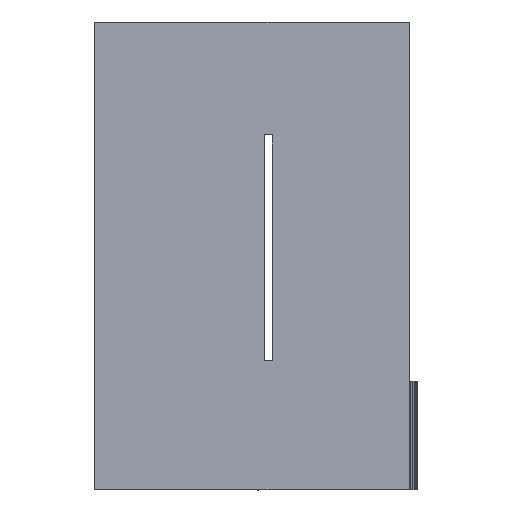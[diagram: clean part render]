
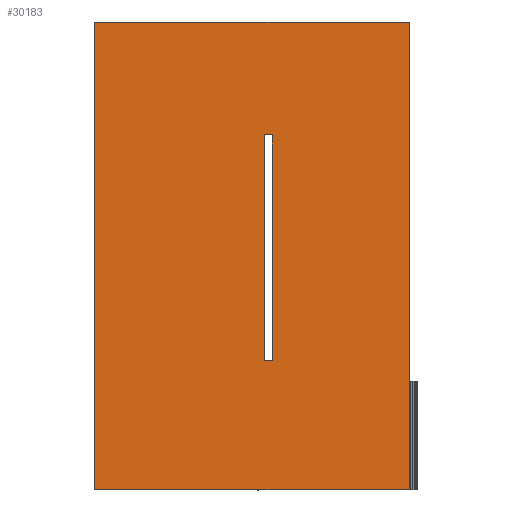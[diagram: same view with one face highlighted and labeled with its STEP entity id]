
A CAD part, left-side view. The second image highlights one B-rep face of the part: STEP entity #30183.
In plain terms, the highlighted planar face has unit normal (-1, 0, 0).
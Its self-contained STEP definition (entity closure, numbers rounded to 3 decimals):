
#20105 = VERTEX_POINT('',#20106);
#20106 = CARTESIAN_POINT('',(-23.5,10.5,0.));
#20112 = EDGE_CURVE('',#20113,#20105,#20115,.T.);
#20113 = VERTEX_POINT('',#20114);
#20114 = CARTESIAN_POINT('',(-23.5,-28.5,0.));
#20115 = LINE('',#20116,#20117);
#20116 = CARTESIAN_POINT('',(-23.5,-28.5,0.));
#20117 = VECTOR('',#20118,1.);
#20118 = DIRECTION('',(0.,1.,0.));
#25924 = EDGE_CURVE('',#20113,#25925,#25927,.T.);
#25925 = VERTEX_POINT('',#25926);
#25926 = CARTESIAN_POINT('',(-23.5,-28.5,58.));
#25927 = LINE('',#25928,#25929);
#25928 = CARTESIAN_POINT('',(-23.5,-28.5,0.));
#25929 = VECTOR('',#25930,1.);
#25930 = DIRECTION('',(0.,0.,1.));
#26304 = VERTEX_POINT('',#26305);
#26305 = CARTESIAN_POINT('',(-23.5,10.5,58.));
#26313 = EDGE_CURVE('',#25925,#26304,#26314,.T.);
#26314 = LINE('',#26315,#26316);
#26315 = CARTESIAN_POINT('',(-23.5,-28.5,58.));
#26316 = VECTOR('',#26317,1.);
#26317 = DIRECTION('',(0.,1.,0.));
#30183 = ADVANCED_FACE('',(#30184,#30195),#30229,.F.);
#30184 = FACE_BOUND('',#30185,.F.);
#30185 = EDGE_LOOP('',(#30186,#30187,#30188,#30194));
#30186 = ORIENTED_EDGE('',*,*,#25924,.F.);
#30187 = ORIENTED_EDGE('',*,*,#20112,.T.);
#30188 = ORIENTED_EDGE('',*,*,#30189,.T.);
#30189 = EDGE_CURVE('',#20105,#26304,#30190,.T.);
#30190 = LINE('',#30191,#30192);
#30191 = CARTESIAN_POINT('',(-23.5,10.5,0.));
#30192 = VECTOR('',#30193,1.);
#30193 = DIRECTION('',(0.,0.,1.));
#30194 = ORIENTED_EDGE('',*,*,#26313,.F.);
#30195 = FACE_BOUND('',#30196,.F.);
#30196 = EDGE_LOOP('',(#30197,#30207,#30215,#30223));
#30197 = ORIENTED_EDGE('',*,*,#30198,.F.);
#30198 = EDGE_CURVE('',#30199,#30201,#30203,.T.);
#30199 = VERTEX_POINT('',#30200);
#30200 = CARTESIAN_POINT('',(-23.5,-10.5,44.));
#30201 = VERTEX_POINT('',#30202);
#30202 = CARTESIAN_POINT('',(-23.5,-11.5,44.));
#30203 = LINE('',#30204,#30205);
#30204 = CARTESIAN_POINT('',(-23.5,-20.,44.));
#30205 = VECTOR('',#30206,1.);
#30206 = DIRECTION('',(0.,-1.,0.));
#30207 = ORIENTED_EDGE('',*,*,#30208,.F.);
#30208 = EDGE_CURVE('',#30209,#30199,#30211,.T.);
#30209 = VERTEX_POINT('',#30210);
#30210 = CARTESIAN_POINT('',(-23.5,-10.5,16.));
#30211 = LINE('',#30212,#30213);
#30212 = CARTESIAN_POINT('',(-23.5,-10.5,8.));
#30213 = VECTOR('',#30214,1.);
#30214 = DIRECTION('',(0.,0.,1.));
#30215 = ORIENTED_EDGE('',*,*,#30216,.T.);
#30216 = EDGE_CURVE('',#30209,#30217,#30219,.T.);
#30217 = VERTEX_POINT('',#30218);
#30218 = CARTESIAN_POINT('',(-23.5,-11.5,16.));
#30219 = LINE('',#30220,#30221);
#30220 = CARTESIAN_POINT('',(-23.5,-20.,16.));
#30221 = VECTOR('',#30222,1.);
#30222 = DIRECTION('',(0.,-1.,0.));
#30223 = ORIENTED_EDGE('',*,*,#30224,.T.);
#30224 = EDGE_CURVE('',#30217,#30201,#30225,.T.);
#30225 = LINE('',#30226,#30227);
#30226 = CARTESIAN_POINT('',(-23.5,-11.5,8.));
#30227 = VECTOR('',#30228,1.);
#30228 = DIRECTION('',(0.,0.,1.));
#30229 = PLANE('',#30230);
#30230 = AXIS2_PLACEMENT_3D('',#30231,#30232,#30233);
#30231 = CARTESIAN_POINT('',(-23.5,-28.5,0.));
#30232 = DIRECTION('',(1.,0.,0.));
#30233 = DIRECTION('',(0.,0.,1.));
